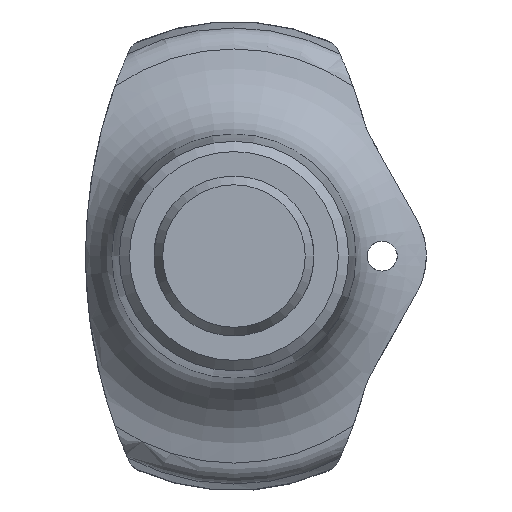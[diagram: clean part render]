
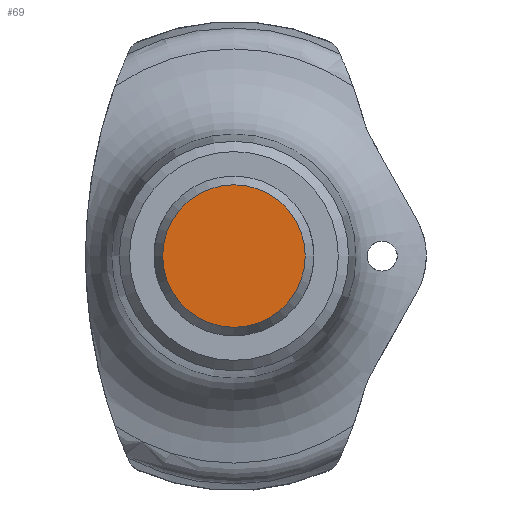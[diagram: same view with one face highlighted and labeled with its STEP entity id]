
A CAD part, front view. The second image highlights one B-rep face of the part: STEP entity #69.
In plain terms, the highlighted planar face has unit normal (0, -1, 0).
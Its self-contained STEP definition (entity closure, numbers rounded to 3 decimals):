
#69 = ADVANCED_FACE( '', ( #166 ), #167, .T. );
#166 = FACE_OUTER_BOUND( '', #340, .T. );
#167 = PLANE( '', #341 );
#340 = EDGE_LOOP( '', ( #501 ) );
#341 = AXIS2_PLACEMENT_3D( '', #502, #503, #504 );
#501 = ORIENTED_EDGE( '', *, *, #791, .T. );
#502 = CARTESIAN_POINT( '', ( 3., -83., 0. ) );
#503 = DIRECTION( '', ( 0., -1., 0. ) );
#504 = DIRECTION( '', ( 1., 0., 0. ) );
#791 = EDGE_CURVE( '', #928, #928, #929, .T. );
#928 = VERTEX_POINT( '', #1246 );
#929 = CIRCLE( '', #1247, 7.134 );
#1246 = CARTESIAN_POINT( '', ( 7.134, -83., 0. ) );
#1247 = AXIS2_PLACEMENT_3D( '', #1805, #1806, #1807 );
#1805 = CARTESIAN_POINT( '', ( 0., -83., 0. ) );
#1806 = DIRECTION( '', ( 0., -1., 0. ) );
#1807 = DIRECTION( '', ( 1., 0., 0. ) );
